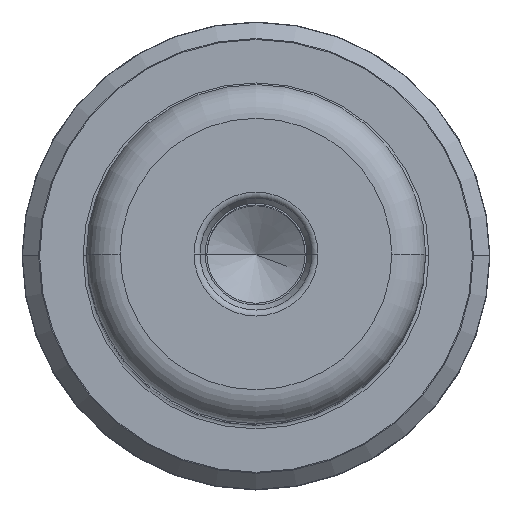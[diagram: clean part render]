
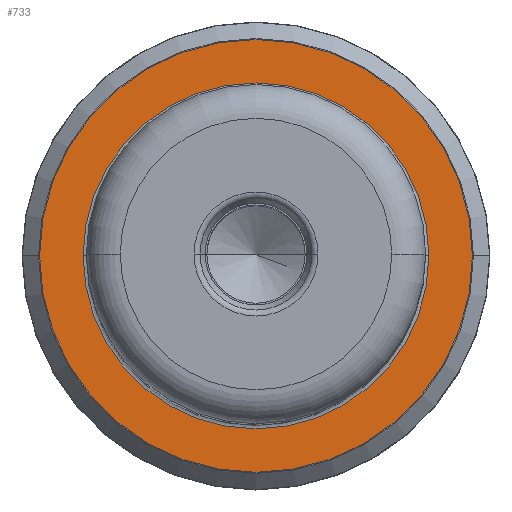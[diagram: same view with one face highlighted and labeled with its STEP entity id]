
A CAD part, top view. The second image highlights one B-rep face of the part: STEP entity #733.
In plain terms, the highlighted planar face has unit normal (0, 0, 1).
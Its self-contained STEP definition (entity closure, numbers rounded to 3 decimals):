
#19 = AXIS2_PLACEMENT_3D ( 'NONE', #474, #2445, #867 ) ;
#168 = AXIS2_PLACEMENT_3D ( 'NONE', #3934, #2002, #365 ) ;
#235 = AXIS2_PLACEMENT_3D ( 'NONE', #1774, #793, #3087 ) ;
#365 = DIRECTION ( 'NONE',  ( 1., 0., 0. ) ) ;
#474 = CARTESIAN_POINT ( 'NONE',  ( 0., 0., 50. ) ) ;
#485 = ORIENTED_EDGE ( 'NONE', *, *, #3648, .T. ) ;
#641 = EDGE_CURVE ( 'NONE', #3078, #3944, #4150, .T. ) ;
#733 = ADVANCED_FACE ( 'NONE', ( #2167, #4082 ), #3420, .T. ) ;
#788 = EDGE_CURVE ( 'NONE', #3944, #3078, #789, .T. ) ;
#789 = CIRCLE ( 'NONE', #2979, 25.5 ) ;
#793 = DIRECTION ( 'NONE',  ( 0., 0., -1. ) ) ;
#867 = DIRECTION ( 'NONE',  ( 1., 0., 0. ) ) ;
#1303 = ORIENTED_EDGE ( 'NONE', *, *, #641, .T. ) ;
#1631 = VERTEX_POINT ( 'NONE', #2774 ) ;
#1638 = CARTESIAN_POINT ( 'NONE',  ( 0., 0., 50. ) ) ;
#1774 = CARTESIAN_POINT ( 'NONE',  ( 0., 0., 50. ) ) ;
#1841 = ORIENTED_EDGE ( 'NONE', *, *, #3190, .T. ) ;
#1903 = CARTESIAN_POINT ( 'NONE',  ( -25.5, 0., 50. ) ) ;
#2002 = DIRECTION ( 'NONE',  ( 0., 0., 1. ) ) ;
#2167 = FACE_BOUND ( 'NONE', #3058, .T. ) ;
#2445 = DIRECTION ( 'NONE',  ( 0., 0., 1. ) ) ;
#2571 = CARTESIAN_POINT ( 'NONE',  ( 25.5, 0., 50. ) ) ;
#2774 = CARTESIAN_POINT ( 'NONE',  ( 31.917, 0., 50. ) ) ;
#2859 = CARTESIAN_POINT ( 'NONE',  ( 0., 0., 50. ) ) ;
#2901 = CARTESIAN_POINT ( 'NONE',  ( -31.917, 0., 50. ) ) ;
#2918 = DIRECTION ( 'NONE',  ( 1., 0., 0. ) ) ;
#2949 = DIRECTION ( 'NONE',  ( 0., 0., 1. ) ) ;
#2979 = AXIS2_PLACEMENT_3D ( 'NONE', #2859, #4199, #3210 ) ;
#3058 = EDGE_LOOP ( 'NONE', ( #1303, #3599 ) ) ;
#3078 = VERTEX_POINT ( 'NONE', #1903 ) ;
#3087 = DIRECTION ( 'NONE',  ( -1., 0., 0. ) ) ;
#3117 = VERTEX_POINT ( 'NONE', #2901 ) ;
#3190 = EDGE_CURVE ( 'NONE', #1631, #3117, #3929, .T. ) ;
#3210 = DIRECTION ( 'NONE',  ( -1., 0., 0. ) ) ;
#3251 = EDGE_LOOP ( 'NONE', ( #1841, #485 ) ) ;
#3420 = PLANE ( 'NONE',  #19 ) ;
#3448 = AXIS2_PLACEMENT_3D ( 'NONE', #1638, #2949, #2918 ) ;
#3596 = CIRCLE ( 'NONE', #168, 31.917 ) ;
#3599 = ORIENTED_EDGE ( 'NONE', *, *, #788, .T. ) ;
#3648 = EDGE_CURVE ( 'NONE', #3117, #1631, #3596, .T. ) ;
#3929 = CIRCLE ( 'NONE', #3448, 31.917 ) ;
#3934 = CARTESIAN_POINT ( 'NONE',  ( 0., 0., 50. ) ) ;
#3944 = VERTEX_POINT ( 'NONE', #2571 ) ;
#4082 = FACE_OUTER_BOUND ( 'NONE', #3251, .T. ) ;
#4150 = CIRCLE ( 'NONE', #235, 25.5 ) ;
#4199 = DIRECTION ( 'NONE',  ( 0., 0., -1. ) ) ;
